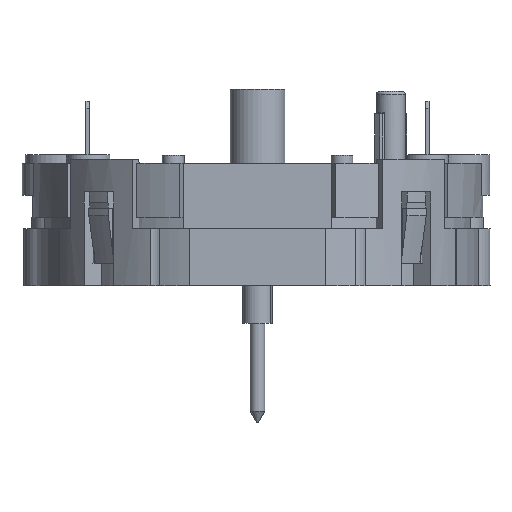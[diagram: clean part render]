
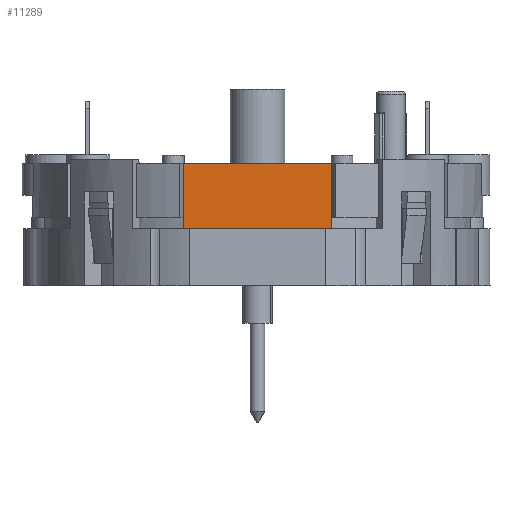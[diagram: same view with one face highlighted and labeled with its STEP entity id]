
A CAD part, front view. The second image highlights one B-rep face of the part: STEP entity #11289.
In plain terms, the highlighted planar face has unit normal (0, -1, 0).
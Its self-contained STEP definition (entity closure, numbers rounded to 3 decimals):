
#200 = CARTESIAN_POINT ( 'NONE',  ( 4.999, -13.558, 1.92 ) ) ;
#758 = LINE ( 'NONE', #901, #17409 ) ;
#901 = CARTESIAN_POINT ( 'NONE',  ( -4.999, -13.558, -4.7 ) ) ;
#1330 = EDGE_CURVE ( 'NONE', #18312, #6198, #758, .T. ) ;
#1365 = VECTOR ( 'NONE', #9303, 1000. ) ;
#2328 = CARTESIAN_POINT ( 'NONE',  ( 4.999, -13.558, 1.92 ) ) ;
#2601 = EDGE_CURVE ( 'NONE', #5281, #18312, #19918, .T. ) ;
#2861 = EDGE_CURVE ( 'NONE', #11051, #6198, #11787, .T. ) ;
#2863 = VECTOR ( 'NONE', #3383, 1000. ) ;
#3007 = PLANE ( 'NONE',  #5617 ) ;
#3383 = DIRECTION ( 'NONE',  ( 0., 0., 1. ) ) ;
#3410 = EDGE_CURVE ( 'NONE', #5281, #7820, #11769, .T. ) ;
#3995 = DIRECTION ( 'NONE',  ( 0., 0., -1. ) ) ;
#4295 = ORIENTED_EDGE ( 'NONE', *, *, #2601, .F. ) ;
#5205 = CARTESIAN_POINT ( 'NONE',  ( 4.999, -13.558, -4.8 ) ) ;
#5281 = VERTEX_POINT ( 'NONE', #18063 ) ;
#5350 = CARTESIAN_POINT ( 'NONE',  ( -4.999, -13.558, -4.8 ) ) ;
#5617 = AXIS2_PLACEMENT_3D ( 'NONE', #12833, #12762, #6455 ) ;
#5806 = DIRECTION ( 'NONE',  ( 0., 0., 1. ) ) ;
#6198 = VERTEX_POINT ( 'NONE', #20310 ) ;
#6455 = DIRECTION ( 'NONE',  ( 0., 0., 1. ) ) ;
#6505 = ORIENTED_EDGE ( 'NONE', *, *, #3410, .T. ) ;
#6978 = CARTESIAN_POINT ( 'NONE',  ( 4.999, -13.558, -1.74 ) ) ;
#7554 = CARTESIAN_POINT ( 'NONE',  ( -6.873, -13.558, 1.92 ) ) ;
#7820 = VERTEX_POINT ( 'NONE', #6978 ) ;
#8051 = ORIENTED_EDGE ( 'NONE', *, *, #8115, .F. ) ;
#8072 = VECTOR ( 'NONE', #18164, 1000. ) ;
#8115 = EDGE_CURVE ( 'NONE', #11051, #19652, #11680, .T. ) ;
#8780 = EDGE_CURVE ( 'NONE', #7820, #19652, #10908, .T. ) ;
#8878 = DIRECTION ( 'NONE',  ( 0., 0., 1. ) ) ;
#9027 = CARTESIAN_POINT ( 'NONE',  ( 4.999, -13.558, -4.7 ) ) ;
#9141 = ORIENTED_EDGE ( 'NONE', *, *, #8780, .T. ) ;
#9303 = DIRECTION ( 'NONE',  ( 1., 0., 0. ) ) ;
#10768 = VECTOR ( 'NONE', #5806, 1000. ) ;
#10908 = LINE ( 'NONE', #200, #2863 ) ;
#11051 = VERTEX_POINT ( 'NONE', #16939 ) ;
#11108 = FACE_OUTER_BOUND ( 'NONE', #14137, .T. ) ;
#11165 = ORIENTED_EDGE ( 'NONE', *, *, #1330, .F. ) ;
#11289 = ADVANCED_FACE ( 'NONE', ( #11108 ), #3007, .F. ) ;
#11680 = LINE ( 'NONE', #7554, #1365 ) ;
#11769 = LINE ( 'NONE', #9027, #10768 ) ;
#11787 = LINE ( 'NONE', #16793, #16338 ) ;
#12762 = DIRECTION ( 'NONE',  ( 0., 1., 0. ) ) ;
#12833 = CARTESIAN_POINT ( 'NONE',  ( -6.873, -13.558, 1.92 ) ) ;
#14137 = EDGE_LOOP ( 'NONE', ( #6505, #9141, #8051, #20384, #11165, #4295 ) ) ;
#16338 = VECTOR ( 'NONE', #3995, 1000. ) ;
#16793 = CARTESIAN_POINT ( 'NONE',  ( -4.999, -13.558, 1.92 ) ) ;
#16939 = CARTESIAN_POINT ( 'NONE',  ( -4.999, -13.558, 1.92 ) ) ;
#17409 = VECTOR ( 'NONE', #8878, 1000. ) ;
#18063 = CARTESIAN_POINT ( 'NONE',  ( 4.999, -13.558, -4.8 ) ) ;
#18164 = DIRECTION ( 'NONE',  ( -1., 0., 0. ) ) ;
#18312 = VERTEX_POINT ( 'NONE', #5350 ) ;
#19652 = VERTEX_POINT ( 'NONE', #2328 ) ;
#19918 = LINE ( 'NONE', #5205, #8072 ) ;
#20310 = CARTESIAN_POINT ( 'NONE',  ( -4.999, -13.558, -1.74 ) ) ;
#20384 = ORIENTED_EDGE ( 'NONE', *, *, #2861, .T. ) ;
